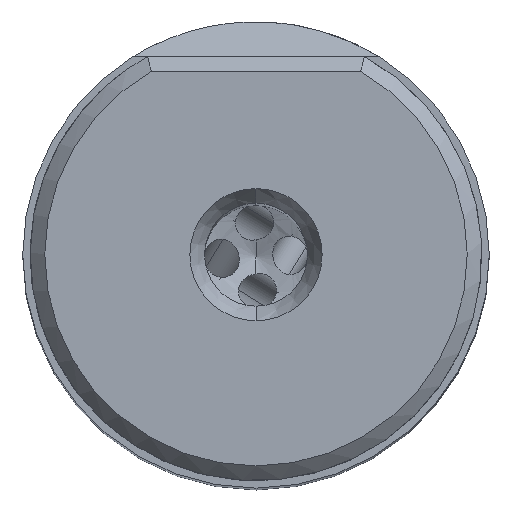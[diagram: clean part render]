
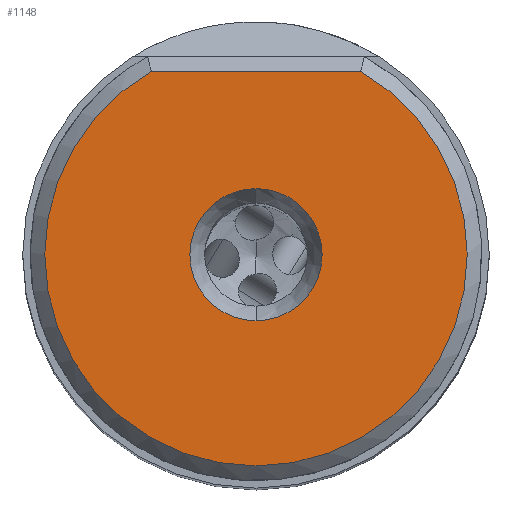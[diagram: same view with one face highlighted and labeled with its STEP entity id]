
A CAD part, top view. The second image highlights one B-rep face of the part: STEP entity #1148.
In plain terms, the highlighted planar face has unit normal (0, 0, 1).
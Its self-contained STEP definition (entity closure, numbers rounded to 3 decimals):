
#313=B_SPLINE_CURVE_WITH_KNOTS('',3,(#14445,#14446,#14447,#14448),
 .UNSPECIFIED.,.F.,.F.,(4,4),(0.,1.),.UNSPECIFIED.);
#658=PLANE('',#8420);
#742=FACE_BOUND('',#2065,.T.);
#743=FACE_BOUND('',#2066,.T.);
#1148=ADVANCED_FACE('',(#742,#743),#658,.T.);
#2065=EDGE_LOOP('',(#3554,#3555));
#2066=EDGE_LOOP('',(#3556,#3557));
#2434=CIRCLE('',#8413,14.375);
#2435=CIRCLE('',#8418,4.5);
#2436=CIRCLE('',#8419,4.5);
#3554=ORIENTED_EDGE('',*,*,#6429,.T.);
#3555=ORIENTED_EDGE('',*,*,#6430,.T.);
#3556=ORIENTED_EDGE('',*,*,#6422,.T.);
#3557=ORIENTED_EDGE('',*,*,#6428,.T.);
#5452=VERTEX_POINT('',#14403);
#5454=VERTEX_POINT('',#14406);
#5456=VERTEX_POINT('',#14451);
#5457=VERTEX_POINT('',#14452);
#6422=EDGE_CURVE('',#5454,#5452,#2434,.T.);
#6428=EDGE_CURVE('',#5452,#5454,#313,.T.);
#6429=EDGE_CURVE('',#5456,#5457,#2435,.T.);
#6430=EDGE_CURVE('',#5457,#5456,#2436,.T.);
#8413=AXIS2_PLACEMENT_3D('',#14405,#9718,#9719);
#8418=AXIS2_PLACEMENT_3D('',#14450,#9728,#9729);
#8419=AXIS2_PLACEMENT_3D('',#14453,#9730,#9731);
#8420=AXIS2_PLACEMENT_3D('',#14454,#9732,#9733);
#9718=DIRECTION('',(0.,0.,1.));
#9719=DIRECTION('',(-0.496,0.869,0.));
#9728=DIRECTION('',(0.,0.,-1.));
#9729=DIRECTION('',(0.,1.,0.));
#9730=DIRECTION('',(0.,0.,-1.));
#9731=DIRECTION('',(0.,-1.,0.));
#9732=DIRECTION('',(0.,0.,1.));
#9733=DIRECTION('',(-1.,0.,0.));
#14403=CARTESIAN_POINT('',(7.125,12.485,42.863));
#14405=CARTESIAN_POINT('',(0.,0.,42.863));
#14406=CARTESIAN_POINT('',(-7.125,12.485,42.863));
#14445=CARTESIAN_POINT('',(7.125,12.485,42.863));
#14446=CARTESIAN_POINT('',(2.375,12.485,42.863));
#14447=CARTESIAN_POINT('',(-2.375,12.485,42.863));
#14448=CARTESIAN_POINT('',(-7.125,12.485,42.863));
#14450=CARTESIAN_POINT('',(0.,0.,42.863));
#14451=CARTESIAN_POINT('',(0.,4.5,42.863));
#14452=CARTESIAN_POINT('',(0.,-4.5,42.863));
#14453=CARTESIAN_POINT('',(0.,0.,42.863));
#14454=CARTESIAN_POINT('',(0.,-1.045,42.863));
